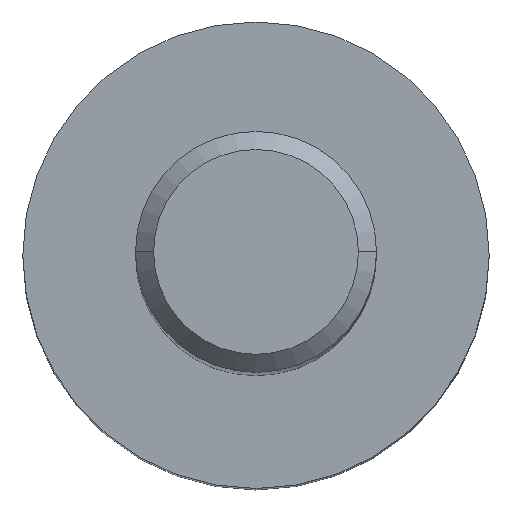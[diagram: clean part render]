
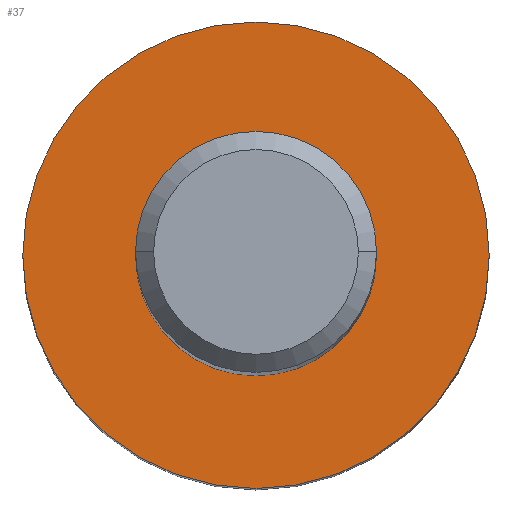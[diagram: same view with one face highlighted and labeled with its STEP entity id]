
A CAD part, top view. The second image highlights one B-rep face of the part: STEP entity #37.
In plain terms, the highlighted planar face has unit normal (0, 0, 1).
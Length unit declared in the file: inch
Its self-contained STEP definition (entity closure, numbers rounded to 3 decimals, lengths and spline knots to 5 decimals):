
#4 = DIRECTION ( 'NONE',  ( 0., 0., -1. ) ) ;
#29 = AXIS2_PLACEMENT_3D ( 'NONE', #264, #318, #161 ) ;
#35 = VERTEX_POINT ( 'NONE', #258 ) ;
#37 = ADVANCED_FACE ( 'NONE', ( #285 ), #48, .F. ) ;
#47 = AXIS2_PLACEMENT_3D ( 'NONE', #150, #253, #167 ) ;
#48 = PLANE ( 'NONE',  #211 ) ;
#69 = EDGE_LOOP ( 'NONE', ( #256, #219 ) ) ;
#98 = DIRECTION ( 'NONE',  ( -1., 0., 0. ) ) ;
#150 = CARTESIAN_POINT ( 'NONE',  ( 0., 0., -1. ) ) ;
#161 = DIRECTION ( 'NONE',  ( 1., 0., 0. ) ) ;
#167 = DIRECTION ( 'NONE',  ( 1., 0., 0. ) ) ;
#176 = VERTEX_POINT ( 'NONE', #269 ) ;
#207 = CARTESIAN_POINT ( 'NONE',  ( 0., 0., -1. ) ) ;
#211 = AXIS2_PLACEMENT_3D ( 'NONE', #207, #4, #98 ) ;
#219 = ORIENTED_EDGE ( 'NONE', *, *, #252, .T. ) ;
#222 = CIRCLE ( 'NONE', #47, 0.121 ) ;
#252 = EDGE_CURVE ( 'NONE', #176, #35, #222, .T. ) ;
#253 = DIRECTION ( 'NONE',  ( 0., 0., 1. ) ) ;
#256 = ORIENTED_EDGE ( 'NONE', *, *, #278, .T. ) ;
#258 = CARTESIAN_POINT ( 'NONE',  ( 0.121, 0., -1. ) ) ;
#264 = CARTESIAN_POINT ( 'NONE',  ( 0., 0., -1. ) ) ;
#269 = CARTESIAN_POINT ( 'NONE',  ( -0.121, 0., -1. ) ) ;
#278 = EDGE_CURVE ( 'NONE', #35, #176, #283, .T. ) ;
#283 = CIRCLE ( 'NONE', #29, 0.121 ) ;
#285 = FACE_OUTER_BOUND ( 'NONE', #69, .T. ) ;
#318 = DIRECTION ( 'NONE',  ( 0., 0., 1. ) ) ;
